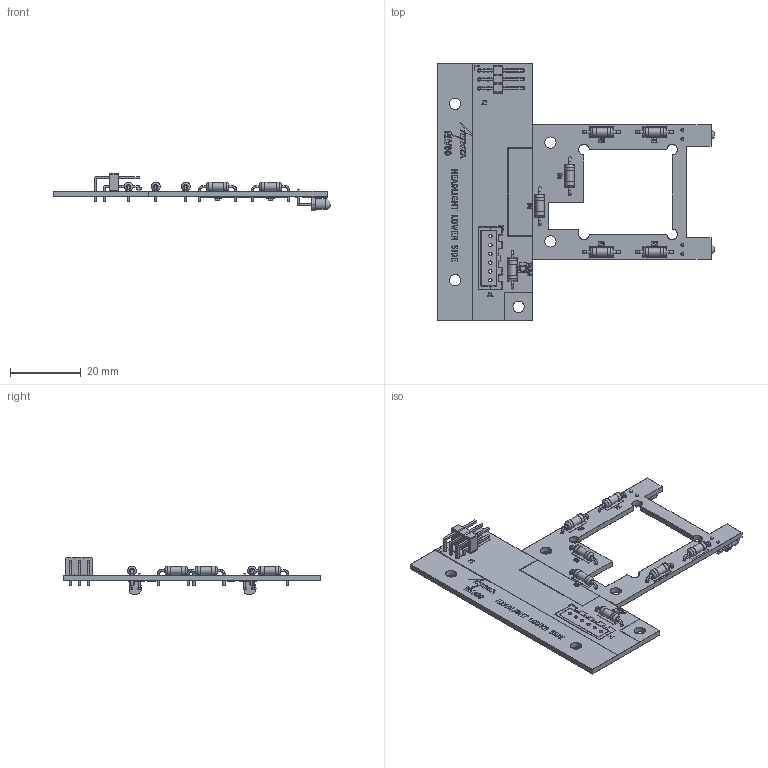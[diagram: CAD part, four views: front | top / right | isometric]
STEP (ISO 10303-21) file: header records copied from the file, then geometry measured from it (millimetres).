
FILE_DESCRIPTION(('KiCad electronic assembly'),'2;1');
FILE_NAME('HeadLight.step','2025-06-07T23:02:26',('Pcbnew'),('Kicad'), 'Open CASCADE STEP processor 7.8','KiCad to STEP converter','Unknown' );
FILE_SCHEMA(('AUTOMOTIVE_DESIGN { 1 0 10303 214 1 1 1 1 }'));
Length unit declared in the file: millimetre
Products named in the file (8): HeadLight 1; R_Axial_DIN0207_L6.3mm_D2.5mm_P10.16mm_Horizontal; LED_0805_2012Metric; PinHeader_2x03_P2.54mm_Horizontal; LED_D3.0mm_Horizontal_O3.81mm_Z2.0mm; headlight_lower_side_silkscreen; headlight_lower_side_soldermask; headlight_lower_side_PCB
Assembly tree (18 placements, depth 2):
  HeadLight 1
    R_Axial_DIN0207_L6.3mm_D2.5mm_P10.16mm_Horizontal  x7
    LED_0805_2012Metric  x5
    PinHeader_2x03_P2.54mm_Horizontal
    LED_D3.0mm_Horizontal_O3.81mm_Z2.0mm  x2
    headlight_lower_side_silkscreen
    headlight_lower_side_soldermask
    headlight_lower_side_PCB
Bounding box: 78.5 x 73 x 10.65 mm (x, y, z)
Volume: 4811.4 mm3; surface area: 13914.8 mm2
Topology: 14 solids, 100 shells, 732 faces, 3242 edges, 2669 vertices
Faces by surface type: plane 562, cylinder 140, torus 28, sphere 2
Full cylindrical faces by diameter (mm): 0.6 x28, 0.8 x14, 0.9 x4, 0.95 x6, 1 x6, 2.25 x7, 2.5 x14, 3 x2, 3.2 x5
Entity records: 26991 total; most frequent: CARTESIAN_POINT 5052, DIRECTION 3898, ORIENTED_EDGE 3229, EDGE_CURVE 2461, VERTEX_POINT 2179, LINE 1848, VECTOR 1848, AXIS2_PLACEMENT_3D 1025
